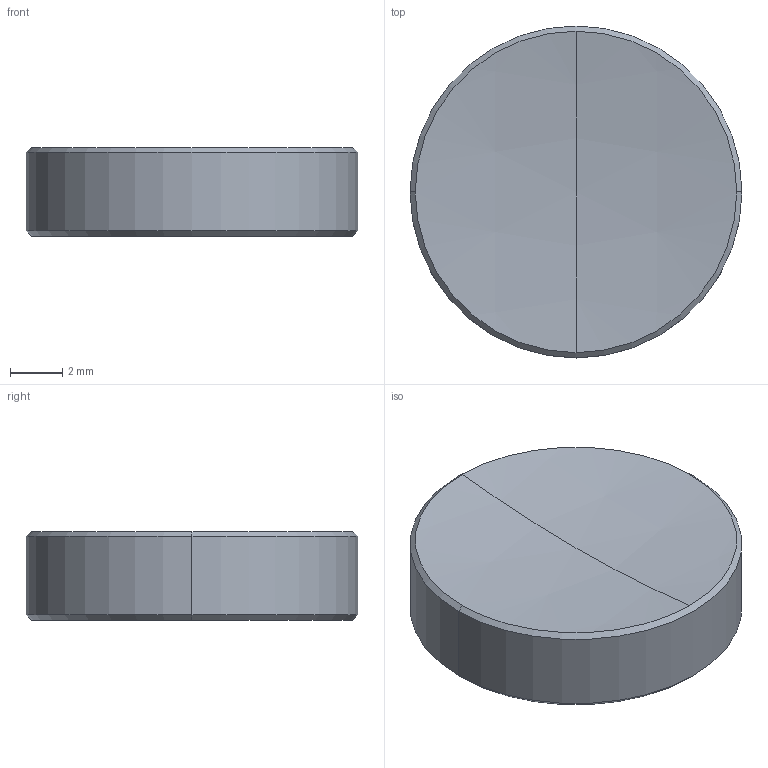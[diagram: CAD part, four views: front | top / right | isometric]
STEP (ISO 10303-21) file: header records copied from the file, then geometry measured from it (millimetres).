
FILE_DESCRIPTION (( 'STEP AP214' ), '1' );
FILE_NAME ('17580-E0W.STEP', '2010-10-29T14:09:43', ( 'Admin' ), ( 'Thorlabs, Inc.' ), 'SwSTEP 2.0', 'SolidWorks 2009', '' );
FILE_SCHEMA (( 'AUTOMOTIVE_DESIGN' ));
Length unit declared in the file: inch
Products named in the file (1): 17580-E0W
Bounding box: 12.7 x 12.7 x 3.38 mm (x, y, z)
Volume: 404.1 mm3; surface area: 379.6 mm2
Topology: 1 solids, 1 shells, 270 faces, 717 edges, 477 vertices
Faces by surface type: plane 154, bspline 108, cone 4, sphere 2, cylinder 2
Entity records: 21491 total; most frequent: CARTESIAN_POINT 11953, ORIENTED_EDGE 1434, DIRECTION 839, EDGE_CURVE 717, VECTOR 489, LINE 489, VERTEX_POINT 477, EDGE_LOOP 298
